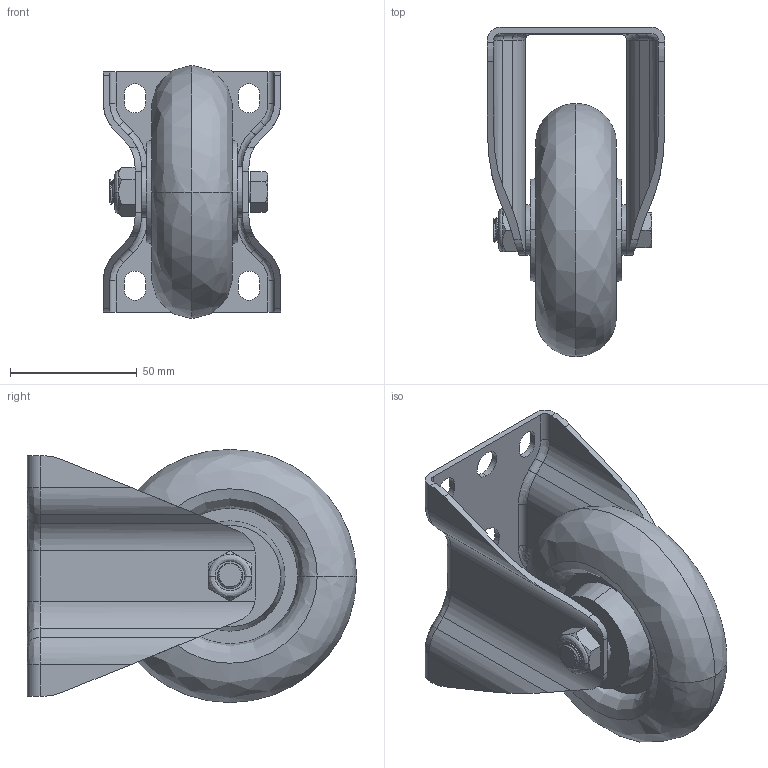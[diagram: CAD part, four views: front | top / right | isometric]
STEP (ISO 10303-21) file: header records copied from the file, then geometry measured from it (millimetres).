
FILE_DESCRIPTION (( 'STEP AP203' ), '1' );
FILE_NAME ('FHJ-401.STEP', '2021-12-19T02:59:18', ( 'PC' ), ( 'Microsoft' ), 'SwSTEP 2.0', 'SolidWorks 2016', '' );
FILE_SCHEMA (( 'CONFIG_CONTROL_DESIGN' ));
Length unit declared in the file: millimetre
Products named in the file (1): FHJ-401
Bounding box: 70 x 130 x 100 mm (x, y, z)
Volume: 252571.5 mm3; surface area: 63177.1 mm2
Topology: 1 solids, 1 shells, 191 faces, 475 edges, 298 vertices
Faces by surface type: cylinder 82, plane 63, bspline 28, cone 18
Entity records: 7569 total; most frequent: CARTESIAN_POINT 3045, ORIENTED_EDGE 950, DIRECTION 915, EDGE_CURVE 475, AXIS2_PLACEMENT_3D 352, VERTEX_POINT 298, EDGE_LOOP 219, LINE 211
